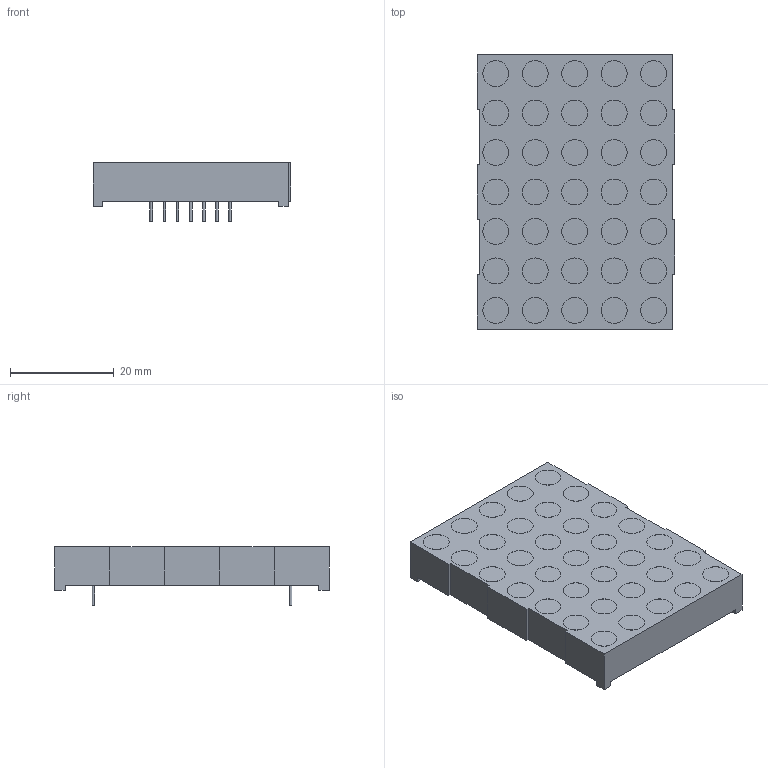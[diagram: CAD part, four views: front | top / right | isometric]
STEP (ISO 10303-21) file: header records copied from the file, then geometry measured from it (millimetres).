
FILE_DESCRIPTION(('FreeCAD Model'),'2;1');
FILE_NAME('50x37_5x7.stp', '2015-04-14T23:12:23',('FreeCAD'),('FreeCAD'), 'Open CASCADE STEP processor 6.7','FreeCAD','Unknown');
FILE_SCHEMA(('AUTOMOTIVE_DESIGN_CC2 { 1 2 10303 214 -1 1 5 4 }'));
Length unit declared in the file: millimetre
Products named in the file (3): Pocket002; Array; Array001
Bounding box: 38.15 x 53 x 11.36 mm (x, y, z)
Volume: 13232.6 mm3; surface area: 7041.4 mm2
Topology: 50 solids, 50 shells, 189 faces, 255 edges, 166 vertices
Faces by surface type: plane 140, cylinder 49
Full cylindrical faces by diameter (mm): 0.5 x14, 5 x35
Entity records: 8166 total; most frequent: CARTESIAN_POINT 1757, DIRECTION 1097, LINE 521, VECTOR 521, ORIENTED_EDGE 510, PCURVE 510, DEFINITIONAL_REPRESENTATION 510, AXIS2_PLACEMENT_3D 288
